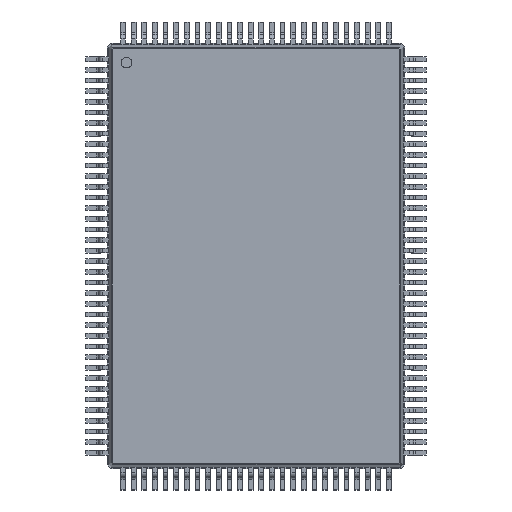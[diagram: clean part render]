
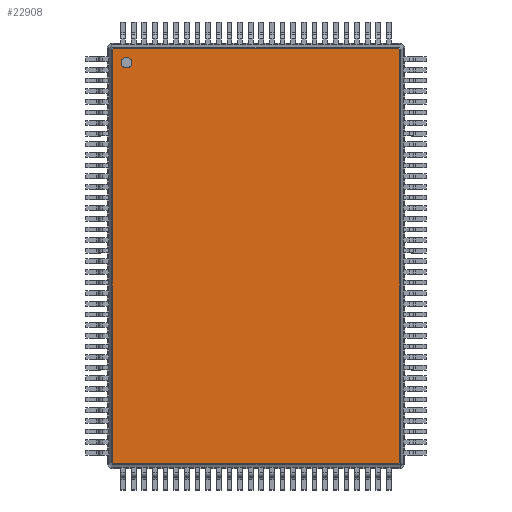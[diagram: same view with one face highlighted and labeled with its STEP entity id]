
A CAD part, top view. The second image highlights one B-rep face of the part: STEP entity #22908.
In plain terms, the highlighted planar face has unit normal (0, 0, 1).
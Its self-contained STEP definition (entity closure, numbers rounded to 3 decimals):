
#10619 = VERTEX_POINT('',#10620);
#10620 = CARTESIAN_POINT('',(-6.702,9.746,1.5));
#11207 = EDGE_CURVE('',#10619,#11208,#11210,.T.);
#11208 = VERTEX_POINT('',#11209);
#11209 = CARTESIAN_POINT('',(6.702,9.746,1.5));
#11210 = B_SPLINE_CURVE_WITH_KNOTS('',2,(#11211,#11212,#11213,#11214,
#11215),.UNSPECIFIED.,.F.,.F.,(3,1,1,3),(-0.698,
-0.04,13.477,14.135),.UNSPECIFIED.);
#11211 = CARTESIAN_POINT('',(-7.417,9.746,1.5));
#11212 = CARTESIAN_POINT('',(-7.088,9.746,1.5));
#11213 = CARTESIAN_POINT('',(0.,9.746,1.5));
#11214 = CARTESIAN_POINT('',(7.088,9.746,1.5));
#11215 = CARTESIAN_POINT('',(7.417,9.746,1.5));
#22265 = EDGE_CURVE('',#11208,#22266,#22268,.T.);
#22266 = VERTEX_POINT('',#22267);
#22267 = CARTESIAN_POINT('',(6.746,9.702,1.5));
#22268 = B_SPLINE_CURVE_WITH_KNOTS('',2,(#22269,#22270,#22271,#22272,
#22273),.UNSPECIFIED.,.F.,.F.,(3,1,1,3),(-0.345,
-0.04,0.137,0.441),.UNSPECIFIED.);
#22269 = CARTESIAN_POINT('',(6.446,10.002,1.5));
#22270 = CARTESIAN_POINT('',(6.554,9.895,1.5));
#22271 = CARTESIAN_POINT('',(6.724,9.724,1.5));
#22272 = CARTESIAN_POINT('',(6.895,9.554,1.5));
#22273 = CARTESIAN_POINT('',(7.002,9.446,1.5));
#22589 = VERTEX_POINT('',#22590);
#22590 = CARTESIAN_POINT('',(-6.746,9.702,1.5));
#22883 = EDGE_CURVE('',#22589,#10619,#22884,.T.);
#22884 = B_SPLINE_CURVE_WITH_KNOTS('',2,(#22885,#22886,#22887,#22888,
#22889),.UNSPECIFIED.,.F.,.F.,(3,1,1,3),(-0.345,
-0.04,0.137,0.441),.UNSPECIFIED.);
#22885 = CARTESIAN_POINT('',(-7.002,9.446,1.5));
#22886 = CARTESIAN_POINT('',(-6.895,9.554,1.5));
#22887 = CARTESIAN_POINT('',(-6.724,9.724,1.5));
#22888 = CARTESIAN_POINT('',(-6.554,9.895,1.5));
#22889 = CARTESIAN_POINT('',(-6.446,10.002,1.5));
#22908 = ADVANCED_FACE('',(#22909,#22962),#22973,.T.);
#22909 = FACE_BOUND('',#22910,.T.);
#22910 = EDGE_LOOP('',(#22911,#22912,#22913,#22923,#22933,#22943,#22953,
#22961));
#22911 = ORIENTED_EDGE('',*,*,#11207,.F.);
#22912 = ORIENTED_EDGE('',*,*,#22883,.F.);
#22913 = ORIENTED_EDGE('',*,*,#22914,.F.);
#22914 = EDGE_CURVE('',#22915,#22589,#22917,.T.);
#22915 = VERTEX_POINT('',#22916);
#22916 = CARTESIAN_POINT('',(-6.746,-9.702,1.5));
#22917 = B_SPLINE_CURVE_WITH_KNOTS('',2,(#22918,#22919,#22920,#22921,
#22922),.UNSPECIFIED.,.F.,.F.,(3,1,1,3),(-0.992,
-0.04,19.477,20.429),.UNSPECIFIED.);
#22918 = CARTESIAN_POINT('',(-6.746,-10.711,1.5));
#22919 = CARTESIAN_POINT('',(-6.746,-10.235,1.5));
#22920 = CARTESIAN_POINT('',(-6.746,0.,1.5));
#22921 = CARTESIAN_POINT('',(-6.746,10.235,1.5));
#22922 = CARTESIAN_POINT('',(-6.746,10.711,1.5));
#22923 = ORIENTED_EDGE('',*,*,#22924,.F.);
#22924 = EDGE_CURVE('',#22925,#22915,#22927,.T.);
#22925 = VERTEX_POINT('',#22926);
#22926 = CARTESIAN_POINT('',(-6.702,-9.746,1.5));
#22927 = B_SPLINE_CURVE_WITH_KNOTS('',2,(#22928,#22929,#22930,#22931,
#22932),.UNSPECIFIED.,.F.,.F.,(3,1,1,3),(-0.345,
-0.04,0.137,0.441),.UNSPECIFIED.);
#22928 = CARTESIAN_POINT('',(-6.446,-10.002,1.5));
#22929 = CARTESIAN_POINT('',(-6.554,-9.895,1.5));
#22930 = CARTESIAN_POINT('',(-6.724,-9.724,1.5));
#22931 = CARTESIAN_POINT('',(-6.895,-9.554,1.5));
#22932 = CARTESIAN_POINT('',(-7.002,-9.446,1.5));
#22933 = ORIENTED_EDGE('',*,*,#22934,.F.);
#22934 = EDGE_CURVE('',#22935,#22925,#22937,.T.);
#22935 = VERTEX_POINT('',#22936);
#22936 = CARTESIAN_POINT('',(6.702,-9.746,1.5));
#22937 = B_SPLINE_CURVE_WITH_KNOTS('',2,(#22938,#22939,#22940,#22941,
#22942),.UNSPECIFIED.,.F.,.F.,(3,1,1,3),(-0.698,
-0.04,13.477,14.135),.UNSPECIFIED.);
#22938 = CARTESIAN_POINT('',(7.417,-9.746,1.5));
#22939 = CARTESIAN_POINT('',(7.088,-9.746,1.5));
#22940 = CARTESIAN_POINT('',(0.,-9.746,1.5));
#22941 = CARTESIAN_POINT('',(-7.088,-9.746,1.5));
#22942 = CARTESIAN_POINT('',(-7.417,-9.746,1.5));
#22943 = ORIENTED_EDGE('',*,*,#22944,.F.);
#22944 = EDGE_CURVE('',#22945,#22935,#22947,.T.);
#22945 = VERTEX_POINT('',#22946);
#22946 = CARTESIAN_POINT('',(6.746,-9.702,1.5));
#22947 = B_SPLINE_CURVE_WITH_KNOTS('',2,(#22948,#22949,#22950,#22951,
#22952),.UNSPECIFIED.,.F.,.F.,(3,1,1,3),(-0.345,
-0.04,0.137,0.441),.UNSPECIFIED.);
#22948 = CARTESIAN_POINT('',(7.002,-9.446,1.5));
#22949 = CARTESIAN_POINT('',(6.895,-9.554,1.5));
#22950 = CARTESIAN_POINT('',(6.724,-9.724,1.5));
#22951 = CARTESIAN_POINT('',(6.554,-9.895,1.5));
#22952 = CARTESIAN_POINT('',(6.446,-10.002,1.5));
#22953 = ORIENTED_EDGE('',*,*,#22954,.F.);
#22954 = EDGE_CURVE('',#22266,#22945,#22955,.T.);
#22955 = B_SPLINE_CURVE_WITH_KNOTS('',2,(#22956,#22957,#22958,#22959,
#22960),.UNSPECIFIED.,.F.,.F.,(3,1,1,3),(-0.992,
-0.04,19.477,20.429),.UNSPECIFIED.);
#22956 = CARTESIAN_POINT('',(6.746,10.711,1.5));
#22957 = CARTESIAN_POINT('',(6.746,10.235,1.5));
#22958 = CARTESIAN_POINT('',(6.746,0.,1.5));
#22959 = CARTESIAN_POINT('',(6.746,-10.235,1.5));
#22960 = CARTESIAN_POINT('',(6.746,-10.711,1.5));
#22961 = ORIENTED_EDGE('',*,*,#22265,.F.);
#22962 = FACE_BOUND('',#22963,.T.);
#22963 = EDGE_LOOP('',(#22964));
#22964 = ORIENTED_EDGE('',*,*,#22965,.F.);
#22965 = EDGE_CURVE('',#22966,#22966,#22968,.T.);
#22966 = VERTEX_POINT('',#22967);
#22967 = CARTESIAN_POINT('',(-6.087,8.837,1.5));
#22968 = CIRCLE('',#22969,0.25);
#22969 = AXIS2_PLACEMENT_3D('',#22970,#22971,#22972);
#22970 = CARTESIAN_POINT('',(-6.087,9.087,1.5));
#22971 = DIRECTION('',(-0.,0.,1.));
#22972 = DIRECTION('',(0.,-1.,0.));
#22973 = PLANE('',#22974);
#22974 = AXIS2_PLACEMENT_3D('',#22975,#22976,#22977);
#22975 = CARTESIAN_POINT('',(-6.718,9.787,1.5));
#22976 = DIRECTION('',(0.,0.,1.));
#22977 = DIRECTION('',(0.566,-0.824,0.));
